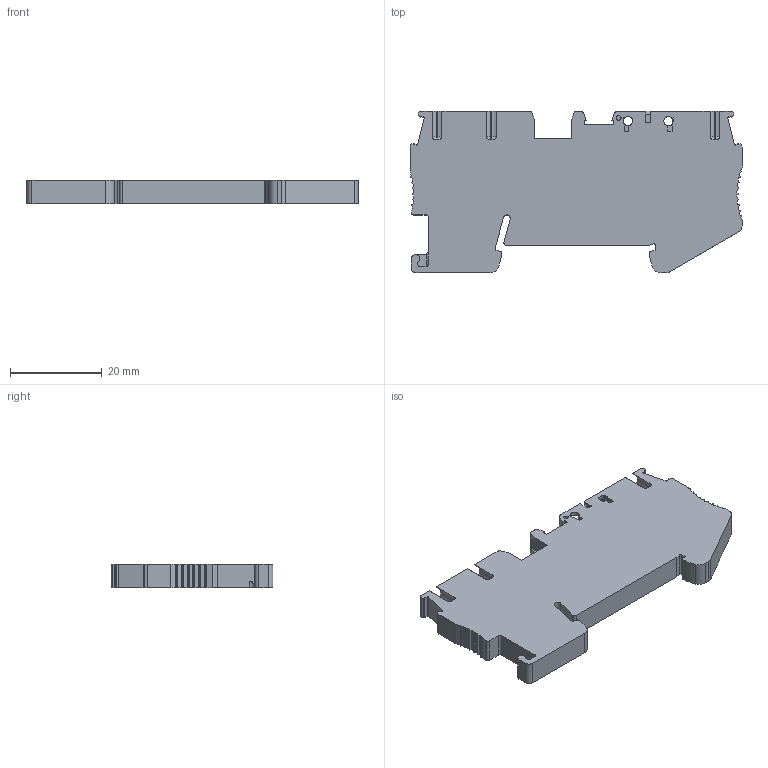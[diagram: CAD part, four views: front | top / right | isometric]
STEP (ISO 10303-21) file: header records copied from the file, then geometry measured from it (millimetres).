
FILE_DESCRIPTION((''),'2;1');
FILE_NAME('8YB754418','2023-11-14T',('dell'),(''),'PRO/ENGINEER BY PARAMETRIC TECHNOLOGY CORPORATION, 2013230','PRO/ENGINEER BY PARAMETRIC TECHNOLOGY CORPORATION, 2013230','');
FILE_SCHEMA(('AUTOMOTIVE_DESIGN { 1 0 10303 214 1 1 1 1 }'));
Length unit declared in the file: millimetre
Products named in the file (1): 8YB754418
Bounding box: 72.2 x 35.2 x 5.2 mm (x, y, z)
Volume: 9932.1 mm3; surface area: 6509.3 mm2
Topology: 1 solids, 2 shells, 374 faces, 1075 edges, 710 vertices
Faces by surface type: plane 249, cylinder 112, cone 13
Entity records: 12420 total; most frequent: CARTESIAN_POINT 2411, ORIENTED_EDGE 2150, DIRECTION 1976, EDGE_CURVE 1075, VECTOR 770, LINE 770, VERTEX_POINT 710, AXIS2_PLACEMENT_3D 603
